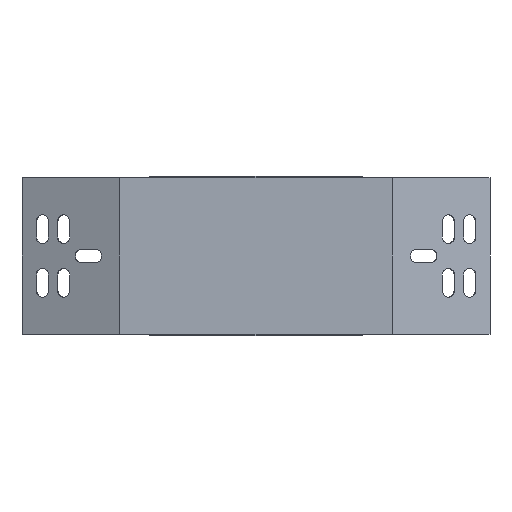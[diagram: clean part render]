
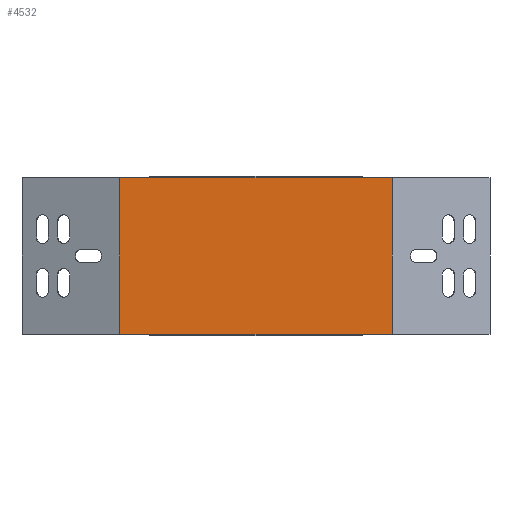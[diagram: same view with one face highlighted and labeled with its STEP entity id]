
A CAD part, front view. The second image highlights one B-rep face of the part: STEP entity #4532.
In plain terms, the highlighted planar face has unit normal (0, -1, 0).
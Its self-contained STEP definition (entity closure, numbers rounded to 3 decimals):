
#96 = CARTESIAN_POINT ( 'NONE',  ( -94.349, -23.927, -65.8 ) ) ;
#310 = EDGE_CURVE ( 'NONE', #4644, #4613, #2230, .T. ) ;
#330 = DIRECTION ( 'NONE',  ( 0., 0., 1. ) ) ;
#332 = CARTESIAN_POINT ( 'NONE',  ( 49.141, -23.927, 15.8 ) ) ;
#493 = VERTEX_POINT ( 'NONE', #1907 ) ;
#525 = EDGE_CURVE ( 'NONE', #4644, #493, #853, .T. ) ;
#537 = PLANE ( 'NONE',  #2892 ) ;
#539 = EDGE_CURVE ( 'NONE', #4613, #4934, #1975, .T. ) ;
#699 = ORIENTED_EDGE ( 'NONE', *, *, #310, .F. ) ;
#702 = VECTOR ( 'NONE', #2453, 1000. ) ;
#731 = FACE_OUTER_BOUND ( 'NONE', #4420, .T. ) ;
#853 = LINE ( 'NONE', #96, #702 ) ;
#929 = EDGE_CURVE ( 'NONE', #493, #4934, #4949, .T. ) ;
#984 = CARTESIAN_POINT ( 'NONE',  ( -93.218, -23.927, 15. ) ) ;
#992 = CARTESIAN_POINT ( 'NONE',  ( -94.349, -23.927, 15.8 ) ) ;
#1434 = DIRECTION ( 'NONE',  ( 0., 0., 1. ) ) ;
#1442 = DIRECTION ( 'NONE',  ( 1., 0., 0. ) ) ;
#1502 = CARTESIAN_POINT ( 'NONE',  ( -93.377, -23.927, 15.8 ) ) ;
#1907 = CARTESIAN_POINT ( 'NONE',  ( 49.141, -23.927, -65.8 ) ) ;
#1975 = LINE ( 'NONE', #992, #4475 ) ;
#2230 = LINE ( 'NONE', #5313, #3409 ) ;
#2322 = ORIENTED_EDGE ( 'NONE', *, *, #929, .T. ) ;
#2453 = DIRECTION ( 'NONE',  ( 1., 0., 0. ) ) ;
#2892 = AXIS2_PLACEMENT_3D ( 'NONE', #984, #4443, #1434 ) ;
#3324 = DIRECTION ( 'NONE',  ( 0., 0., 1. ) ) ;
#3409 = VECTOR ( 'NONE', #3324, 1000. ) ;
#4420 = EDGE_LOOP ( 'NONE', ( #2322, #5097, #699, #5680 ) ) ;
#4443 = DIRECTION ( 'NONE',  ( 0., 1., 0. ) ) ;
#4475 = VECTOR ( 'NONE', #1442, 1000. ) ;
#4532 = ADVANCED_FACE ( 'NONE', ( #731 ), #537, .F. ) ;
#4613 = VERTEX_POINT ( 'NONE', #1502 ) ;
#4644 = VERTEX_POINT ( 'NONE', #6073 ) ;
#4793 = VECTOR ( 'NONE', #330, 1000. ) ;
#4934 = VERTEX_POINT ( 'NONE', #332 ) ;
#4949 = LINE ( 'NONE', #5721, #4793 ) ;
#5097 = ORIENTED_EDGE ( 'NONE', *, *, #539, .F. ) ;
#5313 = CARTESIAN_POINT ( 'NONE',  ( -93.377, -23.927, -66.657 ) ) ;
#5680 = ORIENTED_EDGE ( 'NONE', *, *, #525, .T. ) ;
#5721 = CARTESIAN_POINT ( 'NONE',  ( 49.141, -23.927, -66.657 ) ) ;
#6073 = CARTESIAN_POINT ( 'NONE',  ( -93.377, -23.927, -65.8 ) ) ;
